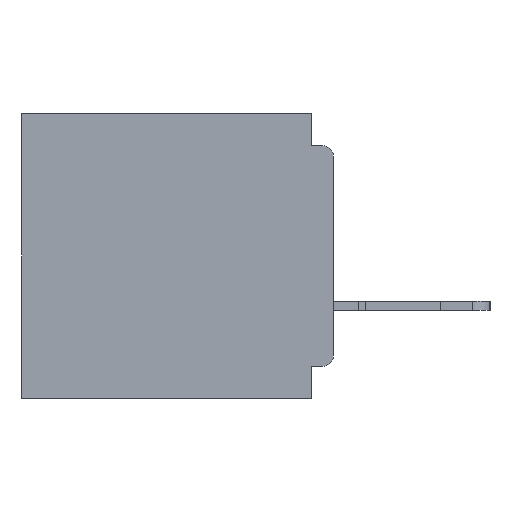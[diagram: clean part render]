
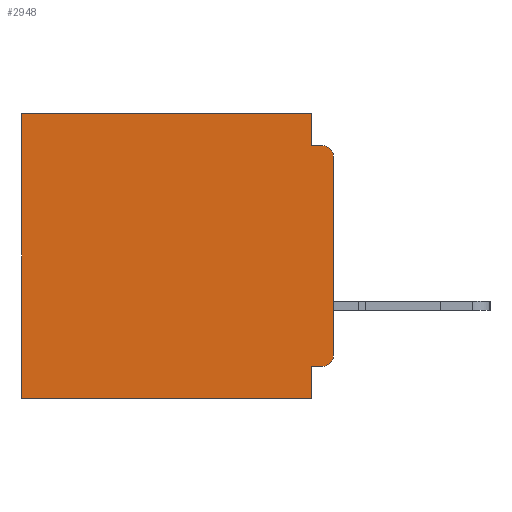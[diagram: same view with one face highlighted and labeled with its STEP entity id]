
A CAD part, left-side view. The second image highlights one B-rep face of the part: STEP entity #2948.
In plain terms, the highlighted planar face has unit normal (-1, 0, 0).
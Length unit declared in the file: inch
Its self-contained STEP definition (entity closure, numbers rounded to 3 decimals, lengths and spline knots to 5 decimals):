
#1859 = DIRECTION ( 'NONE',  ( 0., 0., -1. ) ) ;
#2948 = ADVANCED_FACE ( 'NONE', ( #5227 ), #18059, .F. ) ;
#3317 = ORIENTED_EDGE ( 'NONE', *, *, #34841, .F. ) ;
#4354 = DIRECTION ( 'NONE',  ( 0., 1., 0. ) ) ;
#4526 = CARTESIAN_POINT ( 'NONE',  ( 0.3, 0., -0.4 ) ) ;
#5227 = FACE_OUTER_BOUND ( 'NONE', #39361, .T. ) ;
#5397 = VERTEX_POINT ( 'NONE', #9546 ) ;
#5703 = LINE ( 'NONE', #4526, #46148 ) ;
#5705 = AXIS2_PLACEMENT_3D ( 'NONE', #26546, #62959, #31834 ) ;
#5848 = ORIENTED_EDGE ( 'NONE', *, *, #21110, .F. ) ;
#6106 = AXIS2_PLACEMENT_3D ( 'NONE', #64710, #33622, #1859 ) ;
#8071 = VERTEX_POINT ( 'NONE', #32456 ) ;
#8924 = VERTEX_POINT ( 'NONE', #60780 ) ;
#9546 = CARTESIAN_POINT ( 'NONE',  ( 0.3, 0.031, -0.045 ) ) ;
#9896 = DIRECTION ( 'NONE',  ( 0., 0., -1. ) ) ;
#12784 = VECTOR ( 'NONE', #37346, 39.37008 ) ;
#13589 = LINE ( 'NONE', #44453, #67533 ) ;
#13767 = EDGE_CURVE ( 'NONE', #44863, #5397, #42872, .T. ) ;
#14700 = CARTESIAN_POINT ( 'NONE',  ( 0.3, 0., -0.34 ) ) ;
#17376 = CARTESIAN_POINT ( 'NONE',  ( 0.3, 0.015, -0.355 ) ) ;
#18059 = PLANE ( 'NONE',  #66305 ) ;
#20229 = CARTESIAN_POINT ( 'NONE',  ( 0.3, 0.015, -0.045 ) ) ;
#20591 = DIRECTION ( 'NONE',  ( 0., -1., 0. ) ) ;
#21064 = DIRECTION ( 'NONE',  ( 0., 0., -1. ) ) ;
#21110 = EDGE_CURVE ( 'NONE', #64520, #8924, #26892, .T. ) ;
#21357 = EDGE_CURVE ( 'NONE', #41388, #24959, #13589, .T. ) ;
#21882 = EDGE_CURVE ( 'NONE', #26030, #64849, #62615, .T. ) ;
#22845 = EDGE_CURVE ( 'NONE', #8071, #57349, #42217, .T. ) ;
#24959 = VERTEX_POINT ( 'NONE', #49620 ) ;
#26030 = VERTEX_POINT ( 'NONE', #17376 ) ;
#26546 = CARTESIAN_POINT ( 'NONE',  ( 0.3, 0.015, -0.06 ) ) ;
#26892 = LINE ( 'NONE', #32122, #12784 ) ;
#27034 = CARTESIAN_POINT ( 'NONE',  ( 0.3, 0.437, 0. ) ) ;
#30118 = EDGE_CURVE ( 'NONE', #44863, #41388, #31965, .T. ) ;
#30959 = CARTESIAN_POINT ( 'NONE',  ( 0.3, 0., -0.045 ) ) ;
#31834 = DIRECTION ( 'NONE',  ( 0., 0., -1. ) ) ;
#31965 = LINE ( 'NONE', #36031, #47511 ) ;
#32122 = CARTESIAN_POINT ( 'NONE',  ( 0.3, 0.031, -0.4 ) ) ;
#32330 = VECTOR ( 'NONE', #42121, 39.37008 ) ;
#32456 = CARTESIAN_POINT ( 'NONE',  ( 0.3, 0., -0.06 ) ) ;
#33622 = DIRECTION ( 'NONE',  ( -1., 0., 0. ) ) ;
#34841 = EDGE_CURVE ( 'NONE', #8924, #24959, #41149, .T. ) ;
#36031 = CARTESIAN_POINT ( 'NONE',  ( 0.3, 0., 0. ) ) ;
#36606 = CARTESIAN_POINT ( 'NONE',  ( 0.3, 0., -0.355 ) ) ;
#37346 = DIRECTION ( 'NONE',  ( 0., 0., -1. ) ) ;
#37385 = LINE ( 'NONE', #30959, #39051 ) ;
#37546 = CARTESIAN_POINT ( 'NONE',  ( 0.3, 0., -0.4 ) ) ;
#37773 = ORIENTED_EDGE ( 'NONE', *, *, #30118, .T. ) ;
#38186 = ORIENTED_EDGE ( 'NONE', *, *, #22845, .T. ) ;
#38593 = ORIENTED_EDGE ( 'NONE', *, *, #21882, .T. ) ;
#39051 = VECTOR ( 'NONE', #20591, 39.37008 ) ;
#39361 = EDGE_LOOP ( 'NONE', ( #58091, #38186, #46637, #65617, #37773, #57783, #3317, #5848, #54324, #38593 ) ) ;
#39458 = EDGE_CURVE ( 'NONE', #8071, #64849, #5703, .T. ) ;
#41149 = LINE ( 'NONE', #37546, #65452 ) ;
#41388 = VERTEX_POINT ( 'NONE', #27034 ) ;
#42121 = DIRECTION ( 'NONE',  ( 0., 1., 0. ) ) ;
#42217 = CIRCLE ( 'NONE', #5705, 0.015 ) ;
#42846 = DIRECTION ( 'NONE',  ( 0., 1., 0. ) ) ;
#42872 = LINE ( 'NONE', #52402, #44517 ) ;
#44453 = CARTESIAN_POINT ( 'NONE',  ( 0.3, 0.437, -0.4 ) ) ;
#44517 = VECTOR ( 'NONE', #21064, 39.37008 ) ;
#44863 = VERTEX_POINT ( 'NONE', #61998 ) ;
#46124 = EDGE_CURVE ( 'NONE', #26030, #64520, #60026, .T. ) ;
#46148 = VECTOR ( 'NONE', #9896, 39.37008 ) ;
#46637 = ORIENTED_EDGE ( 'NONE', *, *, #60951, .F. ) ;
#47511 = VECTOR ( 'NONE', #4354, 39.37008 ) ;
#48779 = CARTESIAN_POINT ( 'NONE',  ( 0.3, 0.031, -0.355 ) ) ;
#49620 = CARTESIAN_POINT ( 'NONE',  ( 0.3, 0.437, -0.4 ) ) ;
#51462 = DIRECTION ( 'NONE',  ( 1., 0., 0. ) ) ;
#52130 = CARTESIAN_POINT ( 'NONE',  ( 0.3, 0., -0.4 ) ) ;
#52402 = CARTESIAN_POINT ( 'NONE',  ( 0.3, 0.031, 0. ) ) ;
#54324 = ORIENTED_EDGE ( 'NONE', *, *, #46124, .F. ) ;
#54891 = DIRECTION ( 'NONE',  ( 0., 0., -1. ) ) ;
#57349 = VERTEX_POINT ( 'NONE', #20229 ) ;
#57783 = ORIENTED_EDGE ( 'NONE', *, *, #21357, .T. ) ;
#58091 = ORIENTED_EDGE ( 'NONE', *, *, #39458, .F. ) ;
#58927 = DIRECTION ( 'NONE',  ( 0., 0., -1. ) ) ;
#60026 = LINE ( 'NONE', #36606, #32330 ) ;
#60780 = CARTESIAN_POINT ( 'NONE',  ( 0.3, 0.031, -0.4 ) ) ;
#60951 = EDGE_CURVE ( 'NONE', #5397, #57349, #37385, .T. ) ;
#61998 = CARTESIAN_POINT ( 'NONE',  ( 0.3, 0.031, 0. ) ) ;
#62615 = CIRCLE ( 'NONE', #6106, 0.015 ) ;
#62959 = DIRECTION ( 'NONE',  ( -1., 0., 0. ) ) ;
#64520 = VERTEX_POINT ( 'NONE', #48779 ) ;
#64710 = CARTESIAN_POINT ( 'NONE',  ( 0.3, 0.015, -0.34 ) ) ;
#64849 = VERTEX_POINT ( 'NONE', #14700 ) ;
#65452 = VECTOR ( 'NONE', #42846, 39.37008 ) ;
#65617 = ORIENTED_EDGE ( 'NONE', *, *, #13767, .F. ) ;
#66305 = AXIS2_PLACEMENT_3D ( 'NONE', #52130, #51462, #58927 ) ;
#67533 = VECTOR ( 'NONE', #54891, 39.37008 ) ;
